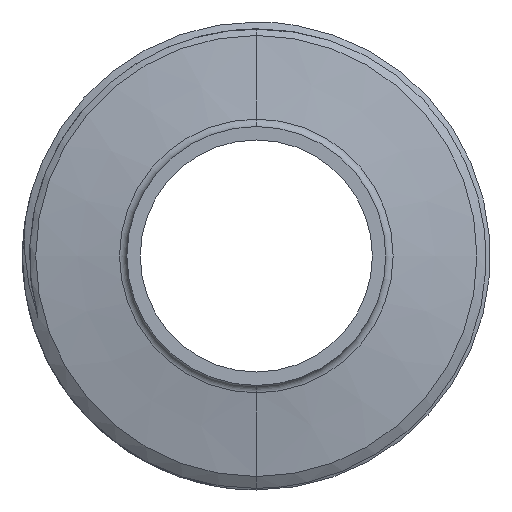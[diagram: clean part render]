
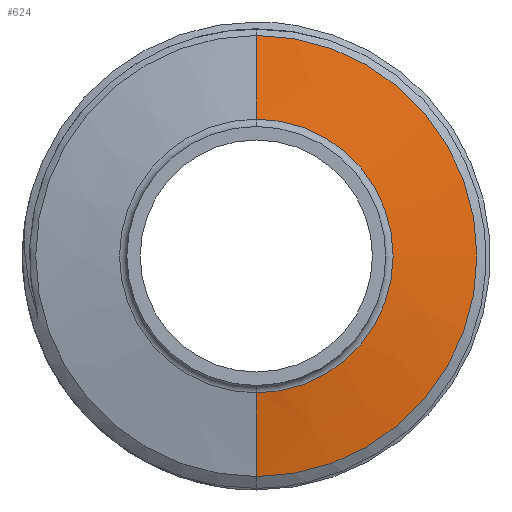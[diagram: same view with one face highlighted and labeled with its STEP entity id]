
A CAD part, left-side view. The second image highlights one B-rep face of the part: STEP entity #624.
In plain terms, the highlighted conical face has half-angle 80 degrees and reference radius 24.712 mm.
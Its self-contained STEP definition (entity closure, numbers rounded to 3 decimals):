
#188 = VECTOR ( 'NONE', #3186, 1000. ) ;
#199 = CARTESIAN_POINT ( 'NONE',  ( 4.06, -12.458, -24.712 ) ) ;
#302 = CONICAL_SURFACE ( 'NONE', #1198, 24.712, 1.396 ) ;
#312 = DIRECTION ( 'NONE',  ( -1., 0., 0. ) ) ;
#346 = CARTESIAN_POINT ( 'NONE',  ( 4.06, -12.458, 0. ) ) ;
#400 = LINE ( 'NONE', #2005, #3249 ) ;
#470 = AXIS2_PLACEMENT_3D ( 'NONE', #1423, #3360, #1202 ) ;
#624 = ADVANCED_FACE ( 'NONE', ( #3277 ), #302, .T. ) ;
#639 = EDGE_CURVE ( 'NONE', #2564, #1189, #2746, .T. ) ;
#705 = AXIS2_PLACEMENT_3D ( 'NONE', #1377, #312, #1631 ) ;
#755 = ORIENTED_EDGE ( 'NONE', *, *, #2259, .F. ) ;
#934 = VERTEX_POINT ( 'NONE', #1025 ) ;
#1025 = CARTESIAN_POINT ( 'NONE',  ( 2.405, -12.458, -15.326 ) ) ;
#1080 = CARTESIAN_POINT ( 'NONE',  ( 4.06, -12.458, 24.712 ) ) ;
#1091 = EDGE_LOOP ( 'NONE', ( #755, #2621, #2033, #3088 ) ) ;
#1189 = VERTEX_POINT ( 'NONE', #1080 ) ;
#1198 = AXIS2_PLACEMENT_3D ( 'NONE', #346, #2762, #2829 ) ;
#1202 = DIRECTION ( 'NONE',  ( 0., 0., 1. ) ) ;
#1377 = CARTESIAN_POINT ( 'NONE',  ( 2.405, -12.458, 0. ) ) ;
#1423 = CARTESIAN_POINT ( 'NONE',  ( 4.06, -12.458, 0. ) ) ;
#1551 = LINE ( 'NONE', #199, #188 ) ;
#1623 = EDGE_CURVE ( 'NONE', #934, #1756, #2526, .T. ) ;
#1631 = DIRECTION ( 'NONE',  ( 0., 0., 1. ) ) ;
#1756 = VERTEX_POINT ( 'NONE', #3296 ) ;
#1916 = CARTESIAN_POINT ( 'NONE',  ( 4.06, -12.458, -24.712 ) ) ;
#2005 = CARTESIAN_POINT ( 'NONE',  ( 4.06, -12.458, 24.712 ) ) ;
#2008 = EDGE_CURVE ( 'NONE', #934, #2564, #1551, .T. ) ;
#2033 = ORIENTED_EDGE ( 'NONE', *, *, #2008, .T. ) ;
#2050 = DIRECTION ( 'NONE',  ( 0.174, 0., 0.985 ) ) ;
#2259 = EDGE_CURVE ( 'NONE', #1756, #1189, #400, .T. ) ;
#2526 = CIRCLE ( 'NONE', #705, 15.326 ) ;
#2564 = VERTEX_POINT ( 'NONE', #1916 ) ;
#2621 = ORIENTED_EDGE ( 'NONE', *, *, #1623, .F. ) ;
#2746 = CIRCLE ( 'NONE', #470, 24.712 ) ;
#2762 = DIRECTION ( 'NONE',  ( 1., 0., 0. ) ) ;
#2829 = DIRECTION ( 'NONE',  ( 0., 0., -1. ) ) ;
#3088 = ORIENTED_EDGE ( 'NONE', *, *, #639, .T. ) ;
#3186 = DIRECTION ( 'NONE',  ( 0.174, 0., -0.985 ) ) ;
#3249 = VECTOR ( 'NONE', #2050, 1000. ) ;
#3277 = FACE_OUTER_BOUND ( 'NONE', #1091, .T. ) ;
#3296 = CARTESIAN_POINT ( 'NONE',  ( 2.405, -12.458, 15.326 ) ) ;
#3360 = DIRECTION ( 'NONE',  ( -1., 0., 0. ) ) ;
